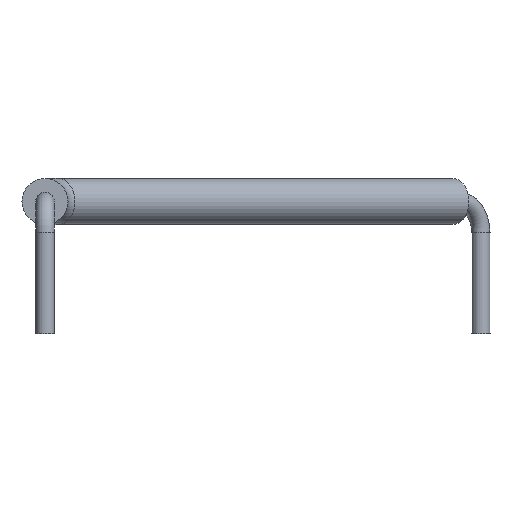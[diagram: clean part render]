
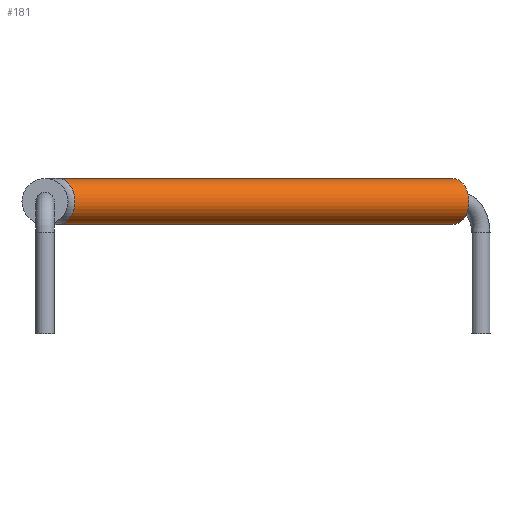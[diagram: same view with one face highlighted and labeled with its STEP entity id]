
A CAD part, left-side view. The second image highlights one B-rep face of the part: STEP entity #181.
In plain terms, the highlighted cylindrical face has radius 0.75 mm (diameter 1.5 mm), a full revolution.
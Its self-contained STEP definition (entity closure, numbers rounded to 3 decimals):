
#151 = VERTEX_POINT('',#152);
#152 = CARTESIAN_POINT('',(28.331,0.091,1.3));
#159 = EDGE_CURVE('',#151,#151,#160,.T.);
#160 = CIRCLE('',#161,0.75);
#161 = AXIS2_PLACEMENT_3D('',#162,#163,#164);
#162 = CARTESIAN_POINT('',(27.801,-0.439,1.3));
#163 = DIRECTION('',(-0.707,0.707,0.));
#164 = DIRECTION('',(0.707,0.707,0.));
#181 = ADVANCED_FACE('',(#182),#201,.T.);
#182 = FACE_BOUND('',#183,.T.);
#183 = EDGE_LOOP('',(#184,#192,#199,#200));
#184 = ORIENTED_EDGE('',*,*,#185,.T.);
#185 = EDGE_CURVE('',#151,#186,#188,.T.);
#186 = VERTEX_POINT('',#187);
#187 = CARTESIAN_POINT('',(41.17,-12.748,1.3));
#188 = LINE('',#189,#190);
#189 = CARTESIAN_POINT('',(28.331,0.091,1.3));
#190 = VECTOR('',#191,1.);
#191 = DIRECTION('',(0.707,-0.707,0.));
#192 = ORIENTED_EDGE('',*,*,#193,.F.);
#193 = EDGE_CURVE('',#186,#186,#194,.T.);
#194 = CIRCLE('',#195,0.75);
#195 = AXIS2_PLACEMENT_3D('',#196,#197,#198);
#196 = CARTESIAN_POINT('',(40.64,-13.279,1.3));
#197 = DIRECTION('',(0.707,-0.707,0.));
#198 = DIRECTION('',(0.707,0.707,0.));
#199 = ORIENTED_EDGE('',*,*,#185,.F.);
#200 = ORIENTED_EDGE('',*,*,#159,.F.);
#201 = CYLINDRICAL_SURFACE('',#202,0.75);
#202 = AXIS2_PLACEMENT_3D('',#203,#204,#205);
#203 = CARTESIAN_POINT('',(27.801,-0.439,1.3));
#204 = DIRECTION('',(0.707,-0.707,0.));
#205 = DIRECTION('',(0.707,0.707,0.));
